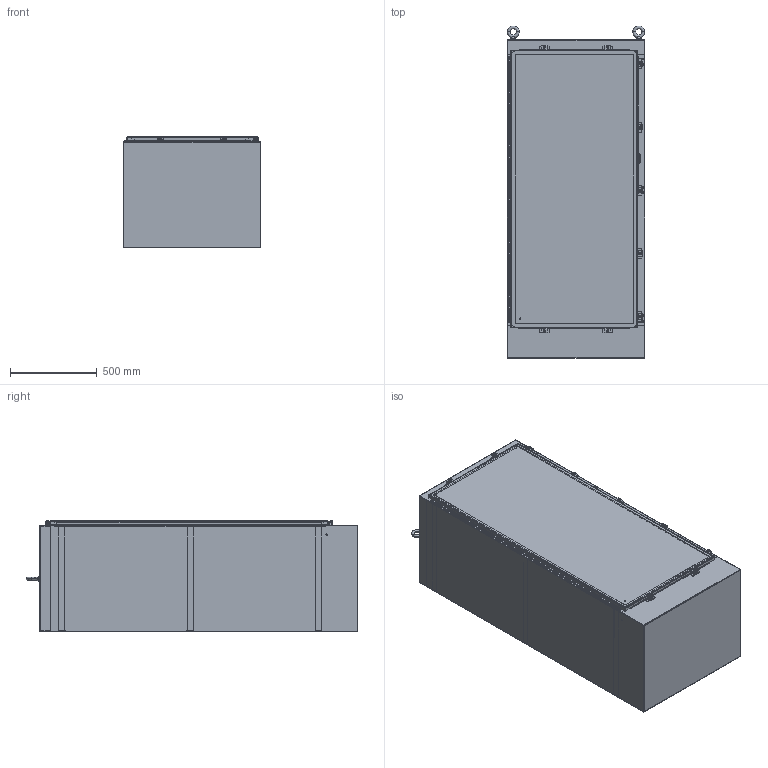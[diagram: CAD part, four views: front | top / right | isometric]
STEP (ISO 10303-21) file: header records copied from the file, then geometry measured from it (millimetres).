
FILE_DESCRIPTION (( 'STEP AP214' ), '1' );
FILE_NAME ('N4S723124FSSSA.STEP', '2016-02-03T16:14:17', ( '' ), ( '' ), 'SwSTEP 2.0', 'SolidWorks 2014', '' );
FILE_SCHEMA (( 'AUTOMOTIVE_DESIGN' ));
Length unit declared in the file: inch
Products named in the file (27): N4S31.13FSSSADS_1; N4S7231FSSSAFIP_1; FUN00103_1; 38846_1; 3063_1; 349132_1; 316298_1; HFW3025_1; HSSN1300W60_1; HSSN1300W60P_1; HSSN1300W60L_1; 38413_1; HSSN1300W60T_1; 3293_1; N4S7231FSSSADR_1; 30824_1; N4S723124FSSSABTM_1; 30824-4_1; N4S723124FSSSATOP_1; 30824-3_1; N4S7224FSSSARS_1; 30824-2_1; N4S723124FSSSABLS_1; 30824-1_1; 30823_1; N4S723124FSSSA; N4S37.13FSSSADS_1
Assembly tree (56 placements, depth 3):
  N4S723124FSSSA
    N4S723124FSSSABLS_1
    N4S7224FSSSARS_1
    N4S723124FSSSATOP_1
    N4S723124FSSSABTM_1
    N4S7231FSSSADR_1
    HSSN1300W60_1
      HSSN1300W60T_1
      HSSN1300W60L_1
      HSSN1300W60P_1
    HFW3025_1  x2
    316298_1  x2
    349132_1  x2
    3063_1  x2
    38846_1  x2
    FUN00103_1  x9
    N4S7231FSSSAFIP_1
    N4S31.13FSSSADS_1  x2
    N4S37.13FSSSADS_1
    30823_1  x9
    30824_1  x9
      30824-1_1
      30824-2_1
      30824-3_1
      30824-4_1
    3293_1
    38413_1
Bounding box: 790.58 x 1911.29 x 644.02 mm (x, y, z)
Volume: 18233989.9 mm3; surface area: 14794738.8 mm2
Topology: 78 solids, 78 shells, 3000 faces, 7989 edges, 5157 vertices
Faces by surface type: cylinder 1210, plane 1210, bspline 238, cone 162, torus 126, sphere 54
Entity records: 65049 total; most frequent: CARTESIAN_POINT 11677, DIRECTION 7490, ORIENTED_EDGE 7312, EDGE_CURVE 3656, AXIS2_PLACEMENT_3D 2646, VERTEX_POINT 2379, LINE 2198, VECTOR 2198
